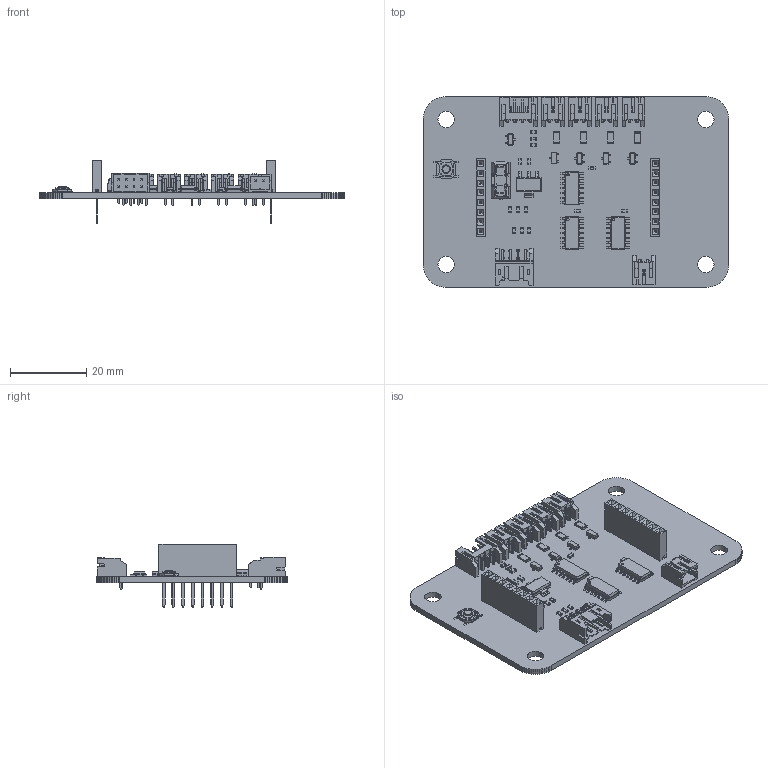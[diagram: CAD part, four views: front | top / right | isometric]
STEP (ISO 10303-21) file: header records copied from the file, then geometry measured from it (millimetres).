
FILE_DESCRIPTION(('KiCad electronic assembly'),'2;1');
FILE_NAME('NVF2-SCS-Check-Indicate.step','2024-03-06T16:53:04',('Pcbnew' ),('Kicad'),'Open CASCADE STEP processor 7.7', 'KiCad to STEP converter','Unknown');
FILE_SCHEMA(('AUTOMOTIVE_DESIGN { 1 0 10303 214 1 1 1 1 }'));
Length unit declared in the file: millimetre
Products named in the file (26): NVF2-SCS-Check-Indicate 1; C_0603_1608Metric; R_0603_1608Metric; JST_PH_S2B-PH-K_1x02_P2.00mm_Horizontal; JST_S2B_PH_K; R_1206_3216Metric; SOT-23; SOT_23; 01x08-10.5mmLeg; pin_header_female_2.54mm_0.1in; SOT-223; SOT_223; TS-1187A-B-A-B; SOIC-14_3.9x8.7mm_P1.27mm; SOIC_14_39x87mm_P127mm; JST_PH_S4B-PH-K_1x04_P2.00mm_Horizontal; JST_S4B_PH_K; S8B-PHDSS; 01550900M; NVF2-SCS-Check-Indicate_PCB
Assembly tree (51 placements, depth 3):
  NVF2-SCS-Check-Indicate 1
    C_0603_1608Metric  x6
      C_0603_1608Metric
    R_0603_1608Metric  x8
      R_0603_1608Metric
    JST_PH_S2B-PH-K_1x02_P2.00mm_Horizontal  x5
      JST_S2B_PH_K
    R_1206_3216Metric  x4
      R_1206_3216Metric
    SOT-23  x5
      SOT_23
    01x08-10.5mmLeg  x2
      pin_header_female_2.54mm_0.1in
    SOT-223
      SOT_223
    TS-1187A-B-A-B
      TS-1187A-B-A-B
    SOIC-14_3.9x8.7mm_P1.27mm  x3
      SOIC_14_39x87mm_P127mm
    JST_PH_S4B-PH-K_1x04_P2.00mm_Horizontal
      JST_S4B_PH_K
    S8B-PHDSS
      S8B-PHDSS
    01550900M
      01550900M
    NVF2-SCS-Check-Indicate_PCB
Bounding box: 80 x 50 x 16.76 mm (x, y, z)
Volume: 8195.3 mm3; surface area: 14489.6 mm2
Topology: 71 solids, 71 shells, 3875 faces, 10222 edges, 6486 vertices
Faces by surface type: plane 2901, cylinder 667, bspline 265, sphere 24, torus 18
Full cylindrical faces by diameter (mm): 0.6 x3, 0.75 x22, 1 x16, 4.3 x4
Entity records: 67262 total; most frequent: CARTESIAN_POINT 10722, ORIENTED_EDGE 10264, DIRECTION 9612, EDGE_CURVE 5132, LINE 4348, VECTOR 4348, VERTEX_POINT 3258, AXIS2_PLACEMENT_3D 2632
